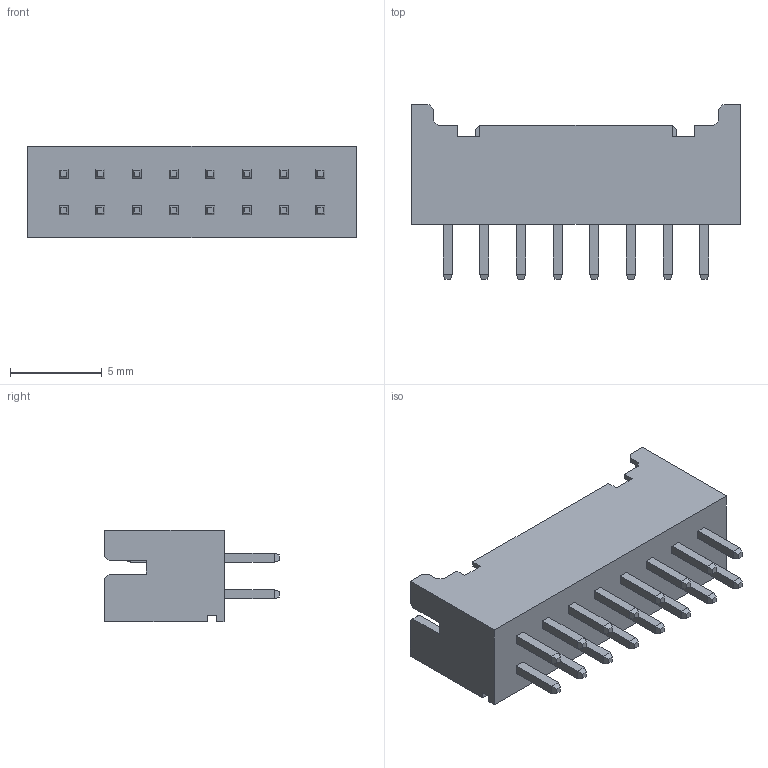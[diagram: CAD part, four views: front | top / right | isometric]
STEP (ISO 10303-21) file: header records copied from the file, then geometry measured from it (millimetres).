
FILE_DESCRIPTION (( 'STEP AP214' ), '1' );
FILE_NAME ('B16B-PHDSS.STEP', '2024-01-10T22:23:27', ( '' ), ( '' ), 'SwSTEP 2.0', 'SolidWorks 2021', '' );
FILE_SCHEMA (( 'AUTOMOTIVE_DESIGN' ));
Length unit declared in the file: millimetre
Products named in the file (3): pin^BxB-PHDSS ass; B16B-PHDSS; BxB-PHDSS_16
Assembly tree (17 placements, depth 2):
  B16B-PHDSS
    BxB-PHDSS_16
    pin^BxB-PHDSS ass  x16
Bounding box: 17.9 x 9.5 x 5 mm (x, y, z)
Volume: 223.9 mm3; surface area: 923.1 mm2
Topology: 17 solids, 17 shells, 362 faces, 853 edges, 526 vertices
Faces by surface type: plane 362
Entity records: 5135 total; most frequent: CARTESIAN_POINT 891, ORIENTED_EDGE 866, DIRECTION 777, LINE 433, EDGE_CURVE 433, VECTOR 433, VERTEX_POINT 286, EDGE_LOOP 189
